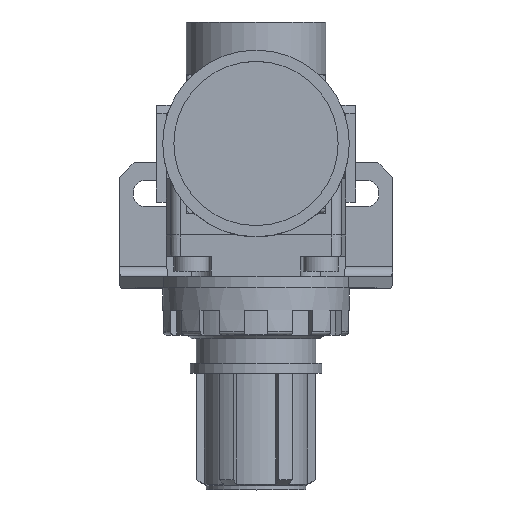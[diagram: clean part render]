
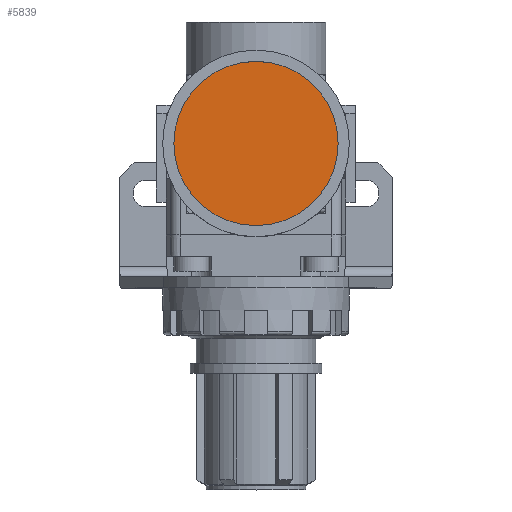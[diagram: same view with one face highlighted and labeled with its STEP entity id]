
A CAD part, top view. The second image highlights one B-rep face of the part: STEP entity #5839.
In plain terms, the highlighted planar face has unit normal (0, 0, 1).
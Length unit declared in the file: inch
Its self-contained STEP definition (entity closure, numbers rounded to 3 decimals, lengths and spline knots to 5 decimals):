
#184=PLANE('',#6302);
#546=FACE_OUTER_BOUND('',#893,.T.);
#893=EDGE_LOOP('',(#4867));
#1137=CIRCLE('',#6244,0.64961);
#2726=VERTEX_POINT('',#18563);
#3438=EDGE_CURVE('',#2726,#2726,#1137,.T.);
#4867=ORIENTED_EDGE('',*,*,#3438,.T.);
#5839=ADVANCED_FACE('',(#546),#184,.T.);
#6244=AXIS2_PLACEMENT_3D('',#18564,#7338,#7339);
#6302=AXIS2_PLACEMENT_3D('',#18719,#7502,#7503);
#7338=DIRECTION('center_axis',(0.,0.,1.));
#7339=DIRECTION('ref_axis',(1.,0.,0.));
#7502=DIRECTION('center_axis',(0.,0.,1.));
#7503=DIRECTION('ref_axis',(1.,0.,0.));
#18563=CARTESIAN_POINT('',(-0.64961,0.07874,2.5));
#18564=CARTESIAN_POINT('Origin',(0.,0.07874,2.5));
#18719=CARTESIAN_POINT('Origin',(0.,0.07874,2.5));
